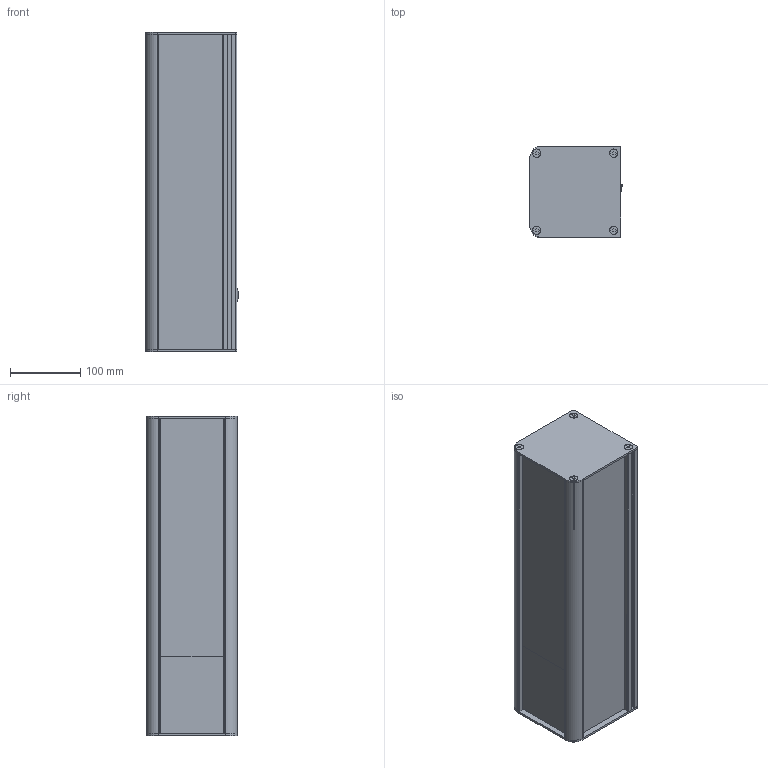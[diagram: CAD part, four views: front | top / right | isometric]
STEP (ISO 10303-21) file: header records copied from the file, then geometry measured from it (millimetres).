
FILE_DESCRIPTION (( 'STEP AP214' ), '1' );
FILE_NAME ('6920533', '2019-01-31T12:08:36', ( '' ), ('JUGARD+KÜNSTNER GmbH'), 'SwSTEP 2.0', 'SolidWorks 2017', '' );
FILE_SCHEMA (( 'AUTOMOTIVE_DESIGN' ));
Length unit declared in the file: millimetre
Products named in the file (27): Kopie von Profil-6 20R_2^6920533; Kopie von DIN 7991 M6x10^6920533; Kopie von Al-VB-Platte 3 mm_4^6920533; Kopie von Alu-Platte EV1 3 mm^6920533; Kopie von DIN 7991 M6x10_3^6920533; Kopie von Gitter-fein^6920533; Kopie von Profil-6 20x20_2^6920533; Kopie von DIN 7991 M6x10_8^6920533; Kopie von DIN 7991 M6x10_7^6920533; Kopie von DIN 7991 M6x10_5^6920533; Kopie von NS-6 M5^6920533; Kopie von NS-6 M5_4^6920533; Kopie von DIN 7991 M6x10_4^6920533; Kopie von Stufenschalter^6920533; Kopie von Profil-6 20x20^6920533; Kopie von Al-VB-Platte 3 mm_2^6920533; Kopie von DIN 7991 M6x10_6^6920533; Kopie von NS-6 M5_2^6920533; Kopie von EinAusSchalterKaltgeraeteanschluss^6920533; Kopie von Al-VB-Platte 3 mm^6920533; Kopie von NS-6 M5_3^6920533; Kopie von DIN 7991 M6x10_2^6920533; Kopie von Profil-6 20R^6920533; Kopie von Gitter-grob^6920533; Kopie von Al-VB-Platte 3 mm_3^6920533; Kopie von Alu-Platte EV1 3 mm_2^6920533; 6920533_CNAJF00
Assembly tree (26 placements, depth 2):
  6920533_CNAJF00
    Kopie von Profil-6 20x20^6920533
    Kopie von Profil-6 20x20_2^6920533
    Kopie von Profil-6 20R^6920533
    Kopie von Profil-6 20R_2^6920533
    Kopie von Alu-Platte EV1 3 mm^6920533
    Kopie von DIN 7991 M6x10^6920533
    Kopie von DIN 7991 M6x10_2^6920533
    Kopie von DIN 7991 M6x10_3^6920533
    Kopie von DIN 7991 M6x10_4^6920533
    Kopie von Alu-Platte EV1 3 mm_2^6920533
    Kopie von DIN 7991 M6x10_5^6920533
    Kopie von DIN 7991 M6x10_6^6920533
    Kopie von DIN 7991 M6x10_7^6920533
    Kopie von DIN 7991 M6x10_8^6920533
    Kopie von Al-VB-Platte 3 mm^6920533
    Kopie von Al-VB-Platte 3 mm_2^6920533
    Kopie von Al-VB-Platte 3 mm_3^6920533
    Kopie von Al-VB-Platte 3 mm_4^6920533
    Kopie von Gitter-grob^6920533
    Kopie von Gitter-fein^6920533
    Kopie von EinAusSchalterKaltgeraeteanschluss^6920533
    Kopie von Stufenschalter^6920533
    Kopie von NS-6 M5^6920533
    Kopie von NS-6 M5_2^6920533
    Kopie von NS-6 M5_3^6920533
    Kopie von NS-6 M5_4^6920533
Bounding box: 132.22 x 130 x 456 mm (x, y, z)
Volume: 951420.3 mm3; surface area: 768797.3 mm2
Topology: 26 solids, 26 shells, 696 faces, 1787 edges, 1151 vertices
Faces by surface type: plane 461, cylinder 165, cone 48, bspline 22
Entity records: 23505 total; most frequent: CARTESIAN_POINT 4586, ORIENTED_EDGE 3560, DIRECTION 3533, EDGE_CURVE 1780, VECTOR 1389, LINE 1389, VERTEX_POINT 1151, AXIS2_PLACEMENT_3D 1072
